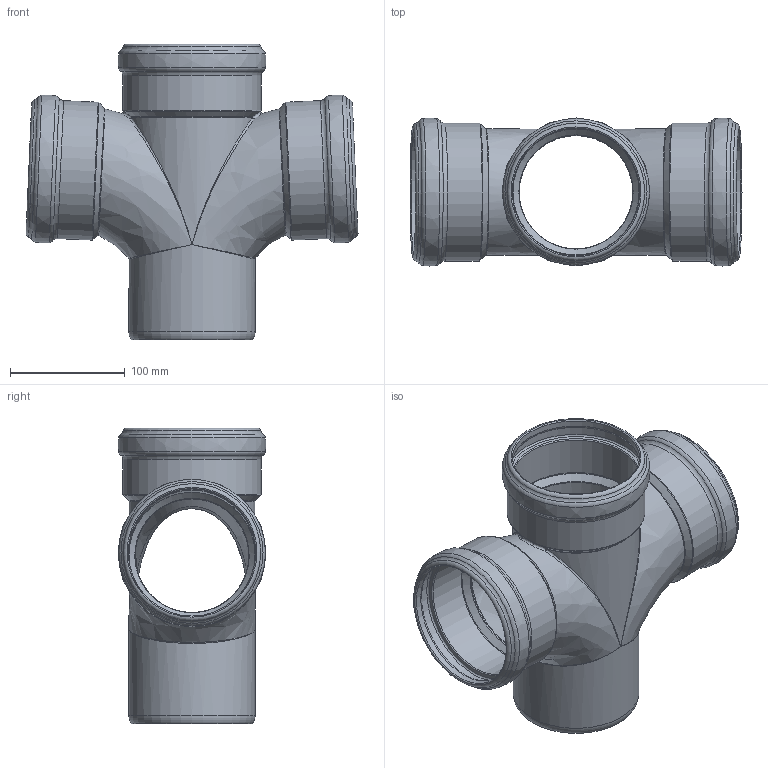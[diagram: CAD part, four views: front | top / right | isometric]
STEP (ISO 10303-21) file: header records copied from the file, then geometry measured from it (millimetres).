
FILE_DESCRIPTION(/* description */ (''),/* implementation_level */ '2;1');
FILE_NAME(/* name */ '335900 SKOLANsafeDA Doppelabzweiger DN_OD 110_110_110_87°.stp',/* time_stamp */ '2019-12-20T11:32:45+01:00',/* author */ ('LWM'),/* organization */ (''),/* preprocessor_version */ 'ST-DEVELOPER v18',/* originating_system */ 'Autodesk Inventor 2020',/* authorisation */ '');
FILE_SCHEMA (('AUTOMOTIVE_DESIGN { 1 0 10303 214 3 1 1 }'));
Length unit declared in the file: millimetre
Products named in the file (1): Doppelabzweiger 100_100_100_87°
Bounding box: 289.52 x 129 x 258 mm (x, y, z)
Volume: 765197.5 mm3; surface area: 302841.1 mm2
Topology: 1 solids, 1 shells, 102 faces, 292 edges, 180 vertices
Faces by surface type: torus 40, bspline 27, cylinder 17, cone 13, sphere 4, plane 1
Full cylindrical faces by diameter (mm): 99.1 x2, 110.1 x1, 110.4 x3, 111.2 x3, 120.4 x3, 120.6 x3
Entity records: 5783 total; most frequent: CARTESIAN_POINT 3136, DIRECTION 580, ORIENTED_EDGE 570, EDGE_CURVE 285, AXIS2_PLACEMENT_3D 277, CIRCLE 201, VERTEX_POINT 180, EDGE_LOOP 103
